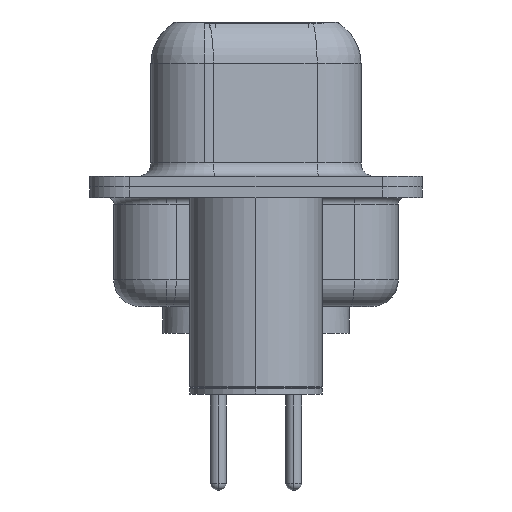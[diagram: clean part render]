
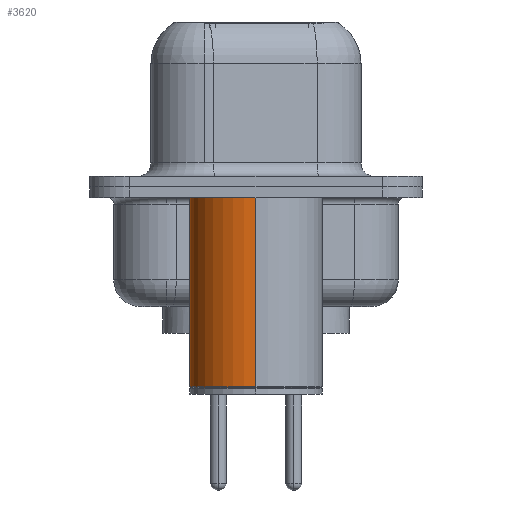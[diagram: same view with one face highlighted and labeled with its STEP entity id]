
A CAD part, left-side view. The second image highlights one B-rep face of the part: STEP entity #3620.
In plain terms, the highlighted cylindrical face has radius 2.5 mm (diameter 5 mm), a partial arc.
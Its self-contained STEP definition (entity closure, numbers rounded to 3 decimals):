
#307 = VECTOR ( 'NONE', #7779, 1000. ) ;
#971 = CARTESIAN_POINT ( 'NONE',  ( 2.5, 0., -0.4 ) ) ;
#1163 = ORIENTED_EDGE ( 'NONE', *, *, #5653, .T. ) ;
#1281 = EDGE_LOOP ( 'NONE', ( #6341, #1163, #6331, #19509 ) ) ;
#1553 = VECTOR ( 'NONE', #16255, 1000. ) ;
#1671 = EDGE_CURVE ( 'NONE', #16225, #10401, #8001, .T. ) ;
#1837 = DIRECTION ( 'NONE',  ( 1., 0., 0. ) ) ;
#2197 = DIRECTION ( 'NONE',  ( 1., 0., 0. ) ) ;
#2635 = VERTEX_POINT ( 'NONE', #971 ) ;
#2979 = AXIS2_PLACEMENT_3D ( 'NONE', #4076, #9396, #4291 ) ;
#3616 = EDGE_CURVE ( 'NONE', #16225, #2635, #13172, .T. ) ;
#3620 = ADVANCED_FACE ( 'NONE', ( #21815 ), #16687, .T. ) ;
#4076 = CARTESIAN_POINT ( 'NONE',  ( 0., 0., 0.581 ) ) ;
#4176 = CIRCLE ( 'NONE', #16890, 2.5 ) ;
#4291 = DIRECTION ( 'NONE',  ( 1., 0., 0. ) ) ;
#4518 = CARTESIAN_POINT ( 'NONE',  ( 2.5, 0., 0.581 ) ) ;
#5653 = EDGE_CURVE ( 'NONE', #10401, #20981, #8224, .T. ) ;
#6331 = ORIENTED_EDGE ( 'NONE', *, *, #20519, .F. ) ;
#6341 = ORIENTED_EDGE ( 'NONE', *, *, #1671, .T. ) ;
#7164 = DIRECTION ( 'NONE',  ( 0., 0., 1. ) ) ;
#7779 = DIRECTION ( 'NONE',  ( 0., 0., 1. ) ) ;
#8001 = CIRCLE ( 'NONE', #13478, 2.5 ) ;
#8224 = LINE ( 'NONE', #9714, #307 ) ;
#8835 = CARTESIAN_POINT ( 'NONE',  ( -2.5, 0., -7.525 ) ) ;
#9396 = DIRECTION ( 'NONE',  ( 0., 0., 1. ) ) ;
#9714 = CARTESIAN_POINT ( 'NONE',  ( -2.5, 0., 0.581 ) ) ;
#10401 = VERTEX_POINT ( 'NONE', #8835 ) ;
#11880 = CARTESIAN_POINT ( 'NONE',  ( 2.5, 0., -7.525 ) ) ;
#12035 = CARTESIAN_POINT ( 'NONE',  ( 0., 0., -0.4 ) ) ;
#12258 = DIRECTION ( 'NONE',  ( 0., 0., 1. ) ) ;
#13172 = LINE ( 'NONE', #4518, #1553 ) ;
#13478 = AXIS2_PLACEMENT_3D ( 'NONE', #20949, #7164, #2197 ) ;
#16225 = VERTEX_POINT ( 'NONE', #11880 ) ;
#16255 = DIRECTION ( 'NONE',  ( 0., 0., 1. ) ) ;
#16687 = CYLINDRICAL_SURFACE ( 'NONE', #2979, 2.5 ) ;
#16890 = AXIS2_PLACEMENT_3D ( 'NONE', #12035, #12258, #1837 ) ;
#19157 = CARTESIAN_POINT ( 'NONE',  ( -2.5, 0., -0.4 ) ) ;
#19509 = ORIENTED_EDGE ( 'NONE', *, *, #3616, .F. ) ;
#20519 = EDGE_CURVE ( 'NONE', #2635, #20981, #4176, .T. ) ;
#20949 = CARTESIAN_POINT ( 'NONE',  ( 0., 0., -7.525 ) ) ;
#20981 = VERTEX_POINT ( 'NONE', #19157 ) ;
#21815 = FACE_OUTER_BOUND ( 'NONE', #1281, .T. ) ;
